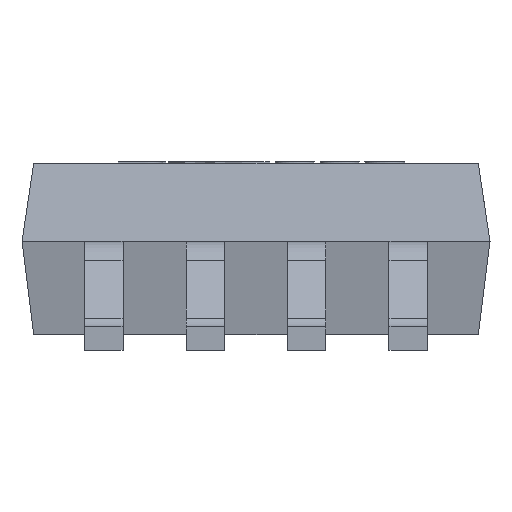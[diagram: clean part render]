
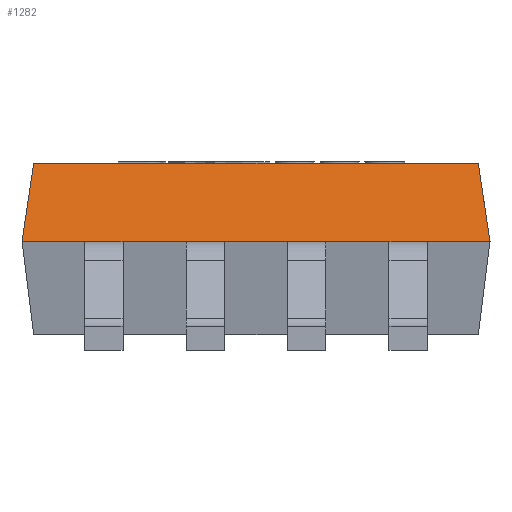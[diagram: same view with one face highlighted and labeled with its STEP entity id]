
A CAD part, left-side view. The second image highlights one B-rep face of the part: STEP entity #1282.
In plain terms, the highlighted free-form (B-spline) face has degree [1, 1] with [2, 2] control points.
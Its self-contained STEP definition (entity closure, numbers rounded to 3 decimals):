
#66 = VERTEX_POINT('',#67);
#67 = CARTESIAN_POINT('',(-2.09,-1.425,1.2));
#73 = EDGE_CURVE('',#66,#74,#76,.T.);
#74 = VERTEX_POINT('',#75);
#75 = CARTESIAN_POINT('',(-2.09,1.425,1.2));
#76 = LINE('',#77,#78);
#77 = CARTESIAN_POINT('',(-2.09,-1.425,1.2));
#78 = VECTOR('',#79,1.);
#79 = DIRECTION('',(0.,1.,0.));
#1171 = EDGE_CURVE('',#66,#1172,#1174,.T.);
#1172 = VERTEX_POINT('',#1173);
#1173 = CARTESIAN_POINT('',(-2.2,-1.5,0.7));
#1174 = B_SPLINE_CURVE_WITH_KNOTS('',1,(#1175,#1176),.UNSPECIFIED.,.F.,
  .F.,(2,2),(0.,1.),.PIECEWISE_BEZIER_KNOTS.);
#1175 = CARTESIAN_POINT('',(-2.09,-1.425,1.2));
#1176 = CARTESIAN_POINT('',(-2.2,-1.5,0.7));
#1282 = ADVANCED_FACE('',(#1283),#1364,.T.);
#1283 = FACE_BOUND('',#1284,.T.);
#1284 = EDGE_LOOP('',(#1285,#1286,#1293,#1301,#1309,#1317,#1325,#1333,
    #1341,#1349,#1357,#1363));
#1285 = ORIENTED_EDGE('',*,*,#73,.T.);
#1286 = ORIENTED_EDGE('',*,*,#1287,.T.);
#1287 = EDGE_CURVE('',#74,#1288,#1290,.T.);
#1288 = VERTEX_POINT('',#1289);
#1289 = CARTESIAN_POINT('',(-2.2,1.5,0.7));
#1290 = B_SPLINE_CURVE_WITH_KNOTS('',1,(#1291,#1292),.UNSPECIFIED.,.F.,
  .F.,(2,2),(0.,1.),.PIECEWISE_BEZIER_KNOTS.);
#1291 = CARTESIAN_POINT('',(-2.09,1.425,1.2));
#1292 = CARTESIAN_POINT('',(-2.2,1.5,0.7));
#1293 = ORIENTED_EDGE('',*,*,#1294,.F.);
#1294 = EDGE_CURVE('',#1295,#1288,#1297,.T.);
#1295 = VERTEX_POINT('',#1296);
#1296 = CARTESIAN_POINT('',(-2.2,1.098,0.7));
#1297 = LINE('',#1298,#1299);
#1298 = CARTESIAN_POINT('',(-2.2,-1.5,0.7));
#1299 = VECTOR('',#1300,1.);
#1300 = DIRECTION('',(0.,1.,0.));
#1301 = ORIENTED_EDGE('',*,*,#1302,.F.);
#1302 = EDGE_CURVE('',#1303,#1295,#1305,.T.);
#1303 = VERTEX_POINT('',#1304);
#1304 = CARTESIAN_POINT('',(-2.2,0.853,0.7));
#1305 = LINE('',#1306,#1307);
#1306 = CARTESIAN_POINT('',(-2.2,-1.5,0.7));
#1307 = VECTOR('',#1308,1.);
#1308 = DIRECTION('',(0.,1.,0.));
#1309 = ORIENTED_EDGE('',*,*,#1310,.F.);
#1310 = EDGE_CURVE('',#1311,#1303,#1313,.T.);
#1311 = VERTEX_POINT('',#1312);
#1312 = CARTESIAN_POINT('',(-2.2,0.448,0.7));
#1313 = LINE('',#1314,#1315);
#1314 = CARTESIAN_POINT('',(-2.2,-1.5,0.7));
#1315 = VECTOR('',#1316,1.);
#1316 = DIRECTION('',(0.,1.,0.));
#1317 = ORIENTED_EDGE('',*,*,#1318,.F.);
#1318 = EDGE_CURVE('',#1319,#1311,#1321,.T.);
#1319 = VERTEX_POINT('',#1320);
#1320 = CARTESIAN_POINT('',(-2.2,0.203,0.7));
#1321 = LINE('',#1322,#1323);
#1322 = CARTESIAN_POINT('',(-2.2,-1.5,0.7));
#1323 = VECTOR('',#1324,1.);
#1324 = DIRECTION('',(0.,1.,0.));
#1325 = ORIENTED_EDGE('',*,*,#1326,.F.);
#1326 = EDGE_CURVE('',#1327,#1319,#1329,.T.);
#1327 = VERTEX_POINT('',#1328);
#1328 = CARTESIAN_POINT('',(-2.2,-0.203,0.7));
#1329 = LINE('',#1330,#1331);
#1330 = CARTESIAN_POINT('',(-2.2,-1.5,0.7));
#1331 = VECTOR('',#1332,1.);
#1332 = DIRECTION('',(0.,1.,0.));
#1333 = ORIENTED_EDGE('',*,*,#1334,.F.);
#1334 = EDGE_CURVE('',#1335,#1327,#1337,.T.);
#1335 = VERTEX_POINT('',#1336);
#1336 = CARTESIAN_POINT('',(-2.2,-0.448,0.7));
#1337 = LINE('',#1338,#1339);
#1338 = CARTESIAN_POINT('',(-2.2,-1.5,0.7));
#1339 = VECTOR('',#1340,1.);
#1340 = DIRECTION('',(0.,1.,0.));
#1341 = ORIENTED_EDGE('',*,*,#1342,.F.);
#1342 = EDGE_CURVE('',#1343,#1335,#1345,.T.);
#1343 = VERTEX_POINT('',#1344);
#1344 = CARTESIAN_POINT('',(-2.2,-0.853,0.7));
#1345 = LINE('',#1346,#1347);
#1346 = CARTESIAN_POINT('',(-2.2,-1.5,0.7));
#1347 = VECTOR('',#1348,1.);
#1348 = DIRECTION('',(0.,1.,0.));
#1349 = ORIENTED_EDGE('',*,*,#1350,.F.);
#1350 = EDGE_CURVE('',#1351,#1343,#1353,.T.);
#1351 = VERTEX_POINT('',#1352);
#1352 = CARTESIAN_POINT('',(-2.2,-1.098,0.7));
#1353 = LINE('',#1354,#1355);
#1354 = CARTESIAN_POINT('',(-2.2,-1.5,0.7));
#1355 = VECTOR('',#1356,1.);
#1356 = DIRECTION('',(0.,1.,0.));
#1357 = ORIENTED_EDGE('',*,*,#1358,.F.);
#1358 = EDGE_CURVE('',#1172,#1351,#1359,.T.);
#1359 = LINE('',#1360,#1361);
#1360 = CARTESIAN_POINT('',(-2.2,-1.5,0.7));
#1361 = VECTOR('',#1362,1.);
#1362 = DIRECTION('',(0.,1.,0.));
#1363 = ORIENTED_EDGE('',*,*,#1171,.F.);
#1364 = B_SPLINE_SURFACE_WITH_KNOTS('',1,1,(
    (#1365,#1366)
    ,(#1367,#1368
    )),.UNSPECIFIED.,.F.,.F.,.F.,(2,2),(2,2),(0.,3.),(0.,1.),
  .PIECEWISE_BEZIER_KNOTS.);
#1365 = CARTESIAN_POINT('',(-2.09,-1.425,1.2));
#1366 = CARTESIAN_POINT('',(-2.2,-1.5,0.7));
#1367 = CARTESIAN_POINT('',(-2.09,1.425,1.2));
#1368 = CARTESIAN_POINT('',(-2.2,1.5,0.7));
